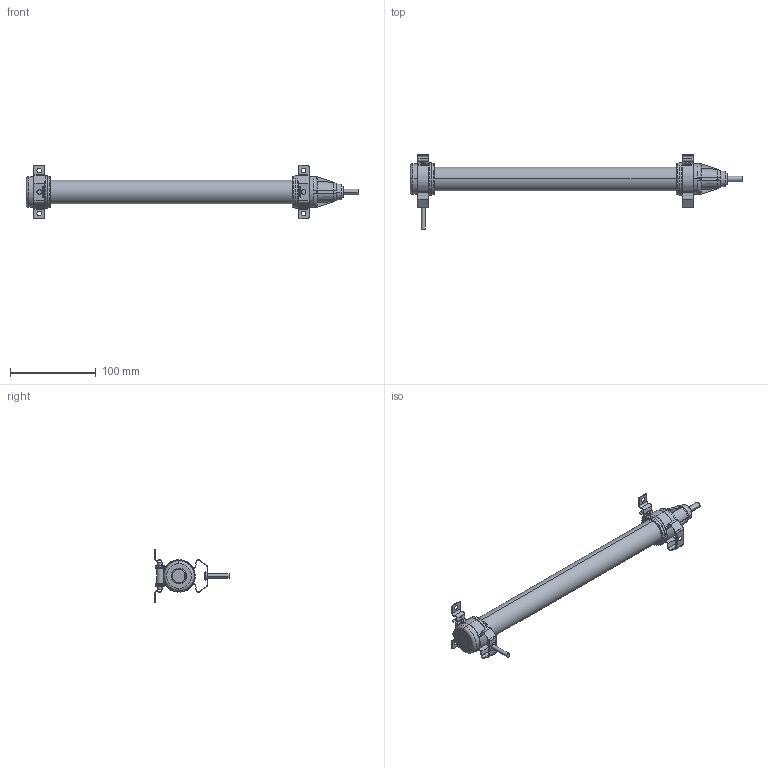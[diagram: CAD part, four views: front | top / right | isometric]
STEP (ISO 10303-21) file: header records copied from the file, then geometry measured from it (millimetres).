
FILE_DESCRIPTION((''),'2;1');
FILE_NAME('204407_SM01_ASM','2022-11-01T10:02:46',('PDMAdmin'),('BANNER ENGINEERING'),'CREO PARAMETRIC BY PTC INC, 2019292','CREO PARAMETRIC BY PTC INC, 2019292','');
FILE_SCHEMA(('CONFIG_CONTROL_DESIGN'));
Length unit declared in the file: millimetre
Products named in the file (8): 204407_EP01; 199826; 200695; 109528; 33766; 203390; 200695_ASM; 204407_SM01_ASM
Assembly tree (10 placements, depth 3):
  204407_SM01_ASM
    204407_EP01
    199826  x2
    200695_ASM  x2
      200695
      109528
      33766
      203390
    109528
Bounding box: 387.27 x 86.4 x 62 mm (x, y, z)
Volume: 246573 mm3; surface area: 63933.3 mm2
Topology: 12 solids, 12 shells, 1204 faces, 3024 edges, 1878 vertices
Faces by surface type: plane 816, cylinder 186, cone 103, torus 53, bspline 32, sphere 14
Entity records: 23080 total; most frequent: CARTESIAN_POINT 6555, ORIENTED_EDGE 3456, DIRECTION 3316, EDGE_CURVE 1728, VECTOR 1146, LINE 1146, AXIS2_PLACEMENT_3D 1085, VERTEX_POINT 1066
